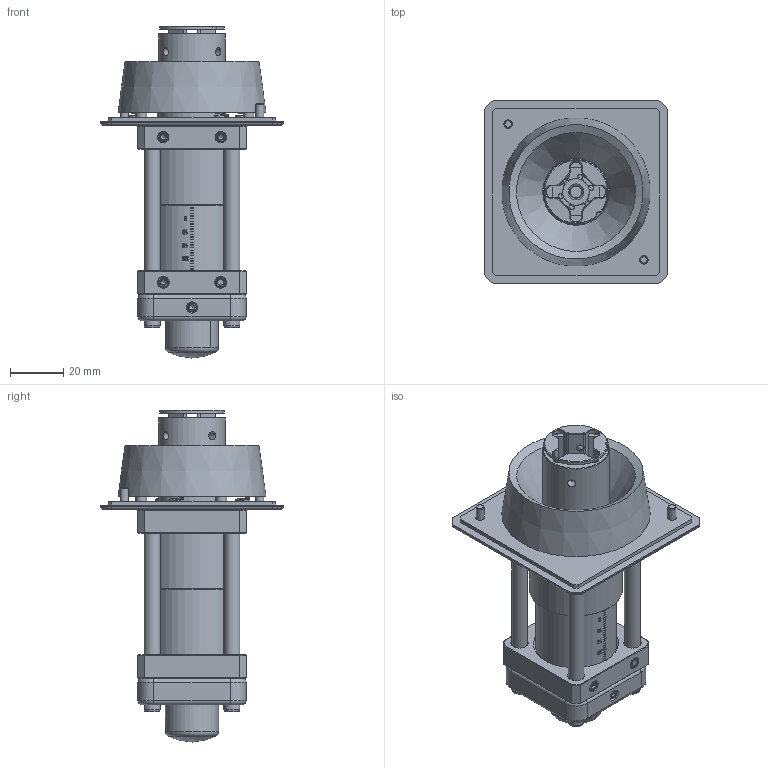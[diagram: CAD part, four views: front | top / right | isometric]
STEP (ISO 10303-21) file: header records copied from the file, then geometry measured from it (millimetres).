
FILE_DESCRIPTION (( 'STEP AP214' ), '1' );
FILE_NAME ('22.07.20_4P20_Cuvette Port Insert f. D100mm IS WEB.STEP', '2022-07-20T09:29:06', ( '' ), ( '' ), 'SwSTEP 2.0', 'SolidWorks 2019', '' );
FILE_SCHEMA (( 'AUTOMOTIVE_DESIGN' ));
Length unit declared in the file: millimetre
Products named in the file (1): 22.07.20_4P20_Cuvette Port Insert f. D100mm IS WEB
Bounding box: 68.8 x 68.8 x 124.8 mm (x, y, z)
Volume: 111928 mm3; surface area: 79609.9 mm2
Topology: 51 solids, 51 shells, 2422 faces, 6212 edges, 3987 vertices
Faces by surface type: plane 1459, bspline 328, cylinder 312, cone 273, torus 32, sphere 18
Full cylindrical faces by diameter (mm): 2 x7, 2.261 x12, 2.381 x2, 2.7 x8, 2.845 x4, 3 x2, 3.1 x12, 3.2 x2, 3.3 x9, 3.454 x1, 3.65 x5, 4 x14, 4.166 x2, 4.5 x3, 4.508 x2, 5 x1, 5.5 x6, 5.7 x2, 5.994 x4, 6 x2, 6.02 x12, 6.5 x4, 7.5 x1, 10 x4, 11 x1, 14 x1, 15 x1, 20.5 x1, 22 x1, 23 x1
Entity records: 126586 total; most frequent: CARTESIAN_POINT 46974, ORIENTED_EDGE 11318, DIRECTION 9032, EDGE_CURVE 5659, VERTEX_POINT 3801, LINE 3026, VECTOR 3026, EDGE_LOOP 3008
